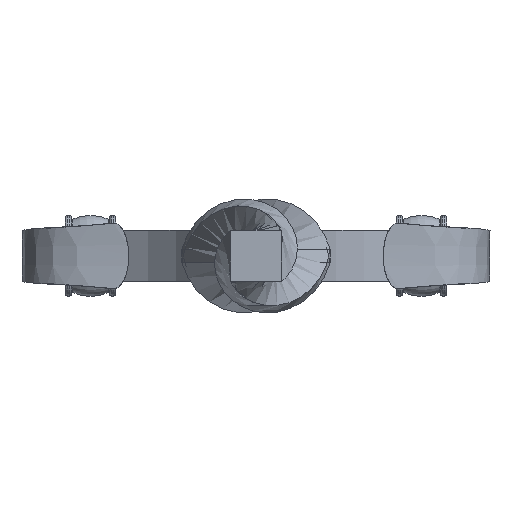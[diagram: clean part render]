
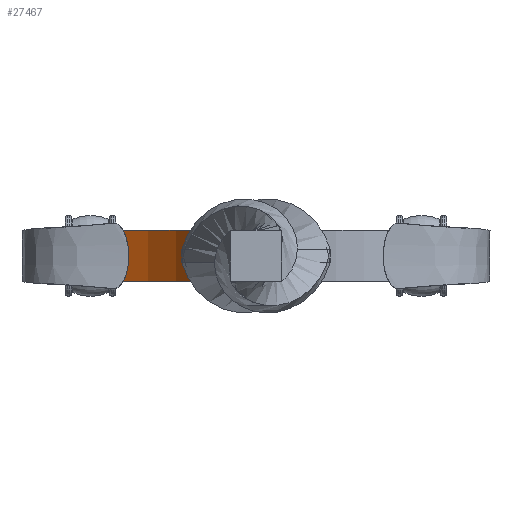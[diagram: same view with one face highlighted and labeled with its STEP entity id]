
A CAD part, front view. The second image highlights one B-rep face of the part: STEP entity #27467.
In plain terms, the highlighted cylindrical face has radius 55 mm (diameter 110 mm), a partial arc.
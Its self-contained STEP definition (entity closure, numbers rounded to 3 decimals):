
#964 = LINE ( 'NONE', #25403, #26211 ) ;
#2406 = ORIENTED_EDGE ( 'NONE', *, *, #13329, .T. ) ;
#3800 = VECTOR ( 'NONE', #7451, 1000. ) ;
#4071 = DIRECTION ( 'NONE',  ( 0., 0., 1. ) ) ;
#4180 = VERTEX_POINT ( 'NONE', #13737 ) ;
#4783 = CARTESIAN_POINT ( 'NONE',  ( -59.085, -55.886, -6. ) ) ;
#6068 = CARTESIAN_POINT ( 'NONE',  ( -32.783, -7.583, 6. ) ) ;
#6499 = CARTESIAN_POINT ( 'NONE',  ( -32.783, -7.583, -6. ) ) ;
#7451 = DIRECTION ( 'NONE',  ( 0., 0., 1. ) ) ;
#11161 = EDGE_CURVE ( 'NONE', #4180, #20409, #24741, .T. ) ;
#13168 = VERTEX_POINT ( 'NONE', #6068 ) ;
#13329 = EDGE_CURVE ( 'NONE', #4180, #22219, #964, .T. ) ;
#13737 = CARTESIAN_POINT ( 'NONE',  ( -6., -41.5, -6. ) ) ;
#16591 = EDGE_LOOP ( 'NONE', ( #21240, #27218, #2406, #29266 ) ) ;
#16676 = CARTESIAN_POINT ( 'NONE',  ( -59.085, -55.886, 6. ) ) ;
#17382 = CARTESIAN_POINT ( 'NONE',  ( -32.783, -7.583, -6. ) ) ;
#19711 = DIRECTION ( 'NONE',  ( 0., 0., 1. ) ) ;
#20409 = VERTEX_POINT ( 'NONE', #6499 ) ;
#20453 = AXIS2_PLACEMENT_3D ( 'NONE', #16676, #4071, #21203 ) ;
#20585 = DIRECTION ( 'NONE',  ( 0., 0., 1. ) ) ;
#21137 = EDGE_CURVE ( 'NONE', #22219, #13168, #28489, .T. ) ;
#21203 = DIRECTION ( 'NONE',  ( 0.965, 0.262, 0. ) ) ;
#21240 = ORIENTED_EDGE ( 'NONE', *, *, #25806, .F. ) ;
#21477 = FACE_OUTER_BOUND ( 'NONE', #16591, .T. ) ;
#22202 = DIRECTION ( 'NONE',  ( -1., 0., 0. ) ) ;
#22219 = VERTEX_POINT ( 'NONE', #23607 ) ;
#22741 = AXIS2_PLACEMENT_3D ( 'NONE', #29649, #19711, #22202 ) ;
#23362 = LINE ( 'NONE', #17382, #3800 ) ;
#23607 = CARTESIAN_POINT ( 'NONE',  ( -6., -41.5, 6. ) ) ;
#23975 = DIRECTION ( 'NONE',  ( 0., 0., 1. ) ) ;
#24741 = CIRCLE ( 'NONE', #27420, 55. ) ;
#25403 = CARTESIAN_POINT ( 'NONE',  ( -6., -41.5, -6. ) ) ;
#25806 = EDGE_CURVE ( 'NONE', #20409, #13168, #23362, .T. ) ;
#26211 = VECTOR ( 'NONE', #20585, 1000. ) ;
#27218 = ORIENTED_EDGE ( 'NONE', *, *, #11161, .F. ) ;
#27420 = AXIS2_PLACEMENT_3D ( 'NONE', #4783, #23975, #28924 ) ;
#27467 = ADVANCED_FACE ( 'NONE', ( #21477 ), #31464, .F. ) ;
#28489 = CIRCLE ( 'NONE', #20453, 55. ) ;
#28924 = DIRECTION ( 'NONE',  ( 0.965, 0.262, 0. ) ) ;
#29266 = ORIENTED_EDGE ( 'NONE', *, *, #21137, .T. ) ;
#29649 = CARTESIAN_POINT ( 'NONE',  ( -59.085, -55.886, 0. ) ) ;
#31464 = CYLINDRICAL_SURFACE ( 'NONE', #22741, 55. ) ;
